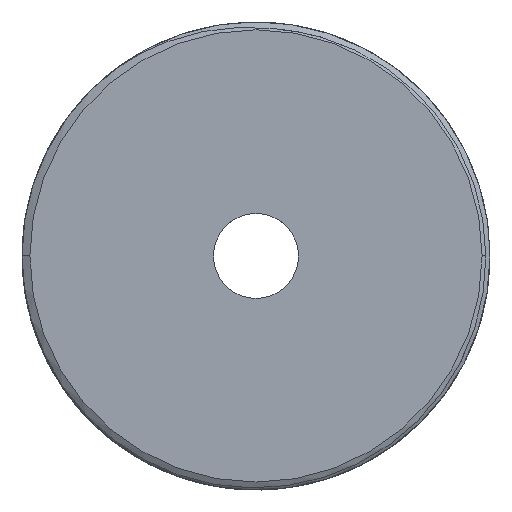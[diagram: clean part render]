
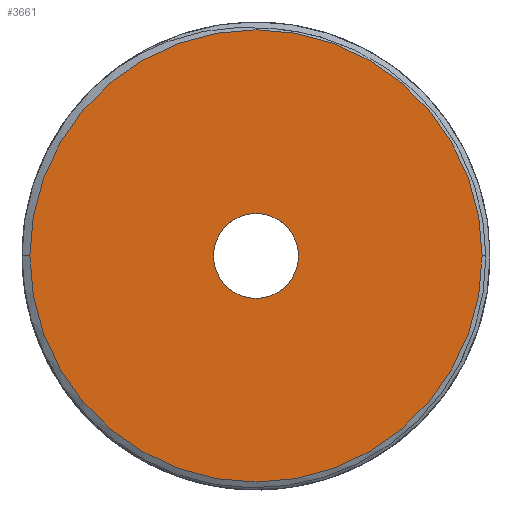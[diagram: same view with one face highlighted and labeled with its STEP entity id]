
A CAD part, top view. The second image highlights one B-rep face of the part: STEP entity #3661.
In plain terms, the highlighted planar face has unit normal (0, 0, 1).
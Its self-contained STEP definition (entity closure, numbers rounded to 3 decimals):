
#1588=CARTESIAN_POINT('',(19.51,6.466,-11.83));
#1589=DIRECTION('',(0.,0.,1.));
#1590=DIRECTION('',(-1.,0.,0.));
#1591=AXIS2_PLACEMENT_3D('',#1588,#1589,#1590);
#1593=CARTESIAN_POINT('',(19.51,6.466,-11.83));
#1594=DIRECTION('',(0.,0.,1.));
#1595=DIRECTION('',(1.,0.,0.));
#1596=AXIS2_PLACEMENT_3D('',#1593,#1594,#1595);
#1598=CARTESIAN_POINT('',(19.51,6.466,-11.83));
#1599=DIRECTION('',(0.,0.,-1.));
#1600=DIRECTION('',(-1.,0.,0.));
#1601=AXIS2_PLACEMENT_3D('',#1598,#1599,#1600);
#1603=CARTESIAN_POINT('',(19.51,6.466,-11.83));
#1604=DIRECTION('',(0.,0.,-1.));
#1605=DIRECTION('',(1.,0.,0.));
#1606=AXIS2_PLACEMENT_3D('',#1603,#1604,#1605);
#1712=CARTESIAN_POINT('',(17.123,6.466,-11.83));
#1714=VERTEX_POINT('',#1712);
#1728=CARTESIAN_POINT('',(6.806,6.466,-11.83));
#1729=CARTESIAN_POINT('',(32.215,6.466,-11.83));
#1730=VERTEX_POINT('',#1728);
#1731=VERTEX_POINT('',#1729);
#1740=CARTESIAN_POINT('',(21.898,6.466,-11.83));
#1741=VERTEX_POINT('',#1740);
#3646=CARTESIAN_POINT('',(19.51,8.853,-11.83));
#3647=DIRECTION('',(0.,0.,-1.));
#3648=DIRECTION('',(-1.,0.,0.));
#3649=AXIS2_PLACEMENT_3D('',#3646,#3647,#3648);
#3650=PLANE('',#3649);
#3651=ORIENTED_EDGE('',*,*,#3640,.F.);
#3652=ORIENTED_EDGE('',*,*,#3624,.F.);
#3653=EDGE_LOOP('',(#3651,#3652));
#3654=FACE_OUTER_BOUND('',#3653,.F.);
#3656=ORIENTED_EDGE('',*,*,#3655,.F.);
#3658=ORIENTED_EDGE('',*,*,#3657,.F.);
#3659=EDGE_LOOP('',(#3656,#3658));
#3660=FACE_BOUND('',#3659,.F.);
#3661=ADVANCED_FACE('',(#3654,#3660),#3650,.F.);
#1592=CIRCLE('',#1591,12.705);
#1597=CIRCLE('',#1596,12.705);
#1602=CIRCLE('',#1601,2.388);
#1607=CIRCLE('',#1606,2.388);
#3624=EDGE_CURVE('',#1731,#1730,#1597,.T.);
#3640=EDGE_CURVE('',#1730,#1731,#1592,.T.);
#3655=EDGE_CURVE('',#1714,#1741,#1602,.T.);
#3657=EDGE_CURVE('',#1741,#1714,#1607,.T.);
